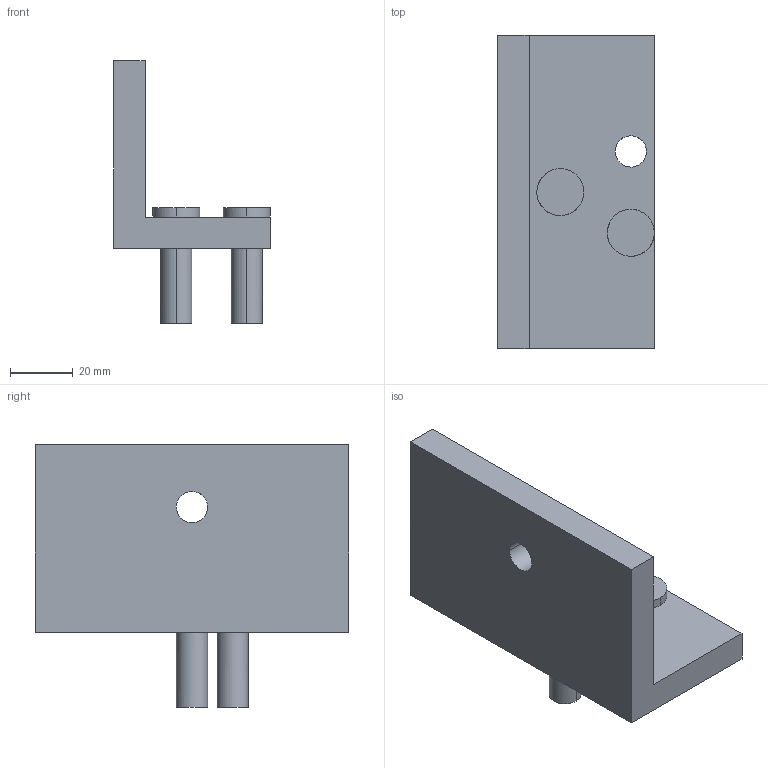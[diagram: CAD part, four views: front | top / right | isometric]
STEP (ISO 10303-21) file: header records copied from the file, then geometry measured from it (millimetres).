
FILE_DESCRIPTION(('FreeCAD Model'),'2;1');
FILE_NAME('Open CASCADE Shape Model','2025-01-22T10:49:29',(''),(''), 'Open CASCADE STEP processor 7.8','FreeCAD','Unknown');
FILE_SCHEMA(('AUTOMOTIVE_DESIGN { 1 0 10303 214 1 1 1 1 }'));
Length unit declared in the file: millimetre
Products named in the file (6): as1; l-bracket-assembly; nut-bolt-assembly; bolt; nut-bolt-assembly001; l-bracket
Assembly tree (6 placements, depth 4):
  as1
    l-bracket-assembly
      nut-bolt-assembly
        bolt
      nut-bolt-assembly001
        bolt
      l-bracket
Bounding box: 50 x 100 x 84 mm (x, y, z)
Volume: 103260 mm3; surface area: 27754.2 mm2
Topology: 3 solids, 3 shells, 30 faces, 66 edges, 44 vertices
Faces by surface type: bspline 16, plane 14
Entity records: 1093 total; most frequent: CARTESIAN_POINT 528, ORIENTED_EDGE 108, DIRECTION 54, EDGE_CURVE 54, VERTEX_POINT 36, FACE_BOUND 32, EDGE_LOOP 32, B_SPLINE_CURVE_WITH_KNOTS 24
